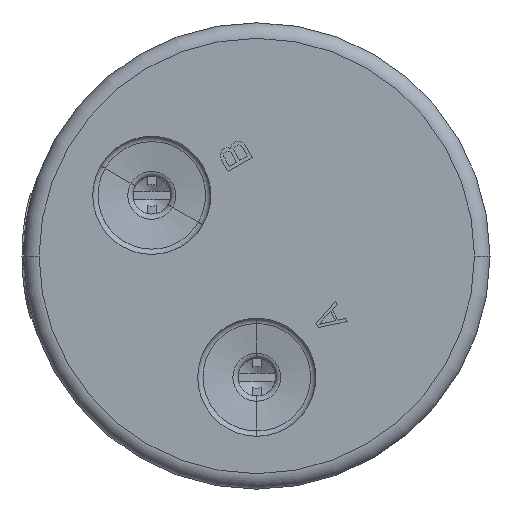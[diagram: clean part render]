
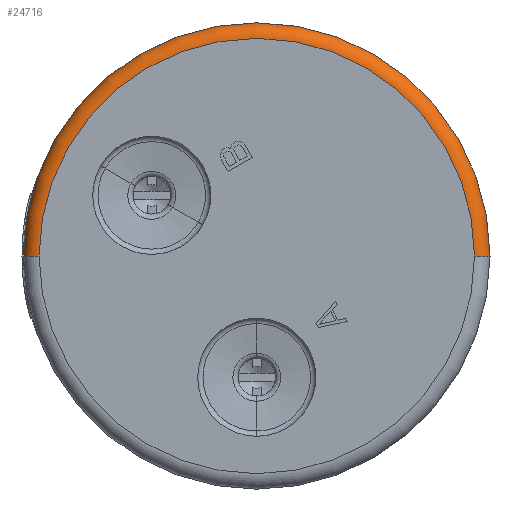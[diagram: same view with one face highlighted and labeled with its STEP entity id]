
A CAD part, left-side view. The second image highlights one B-rep face of the part: STEP entity #24716.
In plain terms, the highlighted toroidal (fillet/blend) face has major radius 7 mm and minor radius 0.5 mm.
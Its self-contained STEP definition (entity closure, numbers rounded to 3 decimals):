
#1941=CARTESIAN_POINT('',(-18.,0.,0.));
#1942=DIRECTION('',(-1.,0.,0.));
#1943=DIRECTION('',(0.,-1.,0.));
#1944=AXIS2_PLACEMENT_3D('',#1941,#1942,#1943);
#2979=CARTESIAN_POINT('',(-18.,-7.,0.));
#2980=DIRECTION('',(0.,0.,1.));
#2981=DIRECTION('',(-1.,0.,0.));
#2982=AXIS2_PLACEMENT_3D('',#2979,#2980,#2981);
#2984=CARTESIAN_POINT('',(-18.5,0.,0.));
#2985=DIRECTION('',(-1.,0.,0.));
#2986=DIRECTION('',(0.,-1.,0.));
#2987=AXIS2_PLACEMENT_3D('',#2984,#2985,#2986);
#3122=CARTESIAN_POINT('',(-18.,7.,0.));
#3123=DIRECTION('',(0.,0.,-1.));
#3124=DIRECTION('',(-1.,0.,0.));
#3125=AXIS2_PLACEMENT_3D('',#3122,#3123,#3124);
#21167=CARTESIAN_POINT('',(-18.5,-7.,0.));
#21168=CARTESIAN_POINT('',(-18.5,7.,0.));
#21169=VERTEX_POINT('',#21167);
#21170=VERTEX_POINT('',#21168);
#21171=CARTESIAN_POINT('',(-18.,-7.5,0.));
#21172=CARTESIAN_POINT('',(-18.,7.5,0.));
#21173=VERTEX_POINT('',#21171);
#21174=VERTEX_POINT('',#21172);
#24702=CARTESIAN_POINT('',(-18.,0.,0.));
#24703=DIRECTION('',(-1.,0.,0.));
#24704=DIRECTION('',(0.,-1.,-0.006));
#24705=AXIS2_PLACEMENT_3D('',#24702,#24703,#24704);
#24706=TOROIDAL_SURFACE('',#24705,7.,0.5);
#24708=ORIENTED_EDGE('',*,*,#24707,.T.);
#24710=ORIENTED_EDGE('',*,*,#24709,.T.);
#24711=ORIENTED_EDGE('',*,*,#24319,.F.);
#24713=ORIENTED_EDGE('',*,*,#24712,.F.);
#24714=EDGE_LOOP('',(#24708,#24710,#24711,#24713));
#24715=FACE_OUTER_BOUND('',#24714,.F.);
#24716=ADVANCED_FACE('',(#24715),#24706,.T.);
#1945=CIRCLE('',#1944,7.5);
#2983=CIRCLE('',#2982,0.5);
#2988=CIRCLE('',#2987,7.);
#3126=CIRCLE('',#3125,0.5);
#24319=EDGE_CURVE('',#21173,#21174,#1945,.T.);
#24707=EDGE_CURVE('',#21169,#21170,#2988,.T.);
#24709=EDGE_CURVE('',#21170,#21174,#3126,.T.);
#24712=EDGE_CURVE('',#21169,#21173,#2983,.T.);
